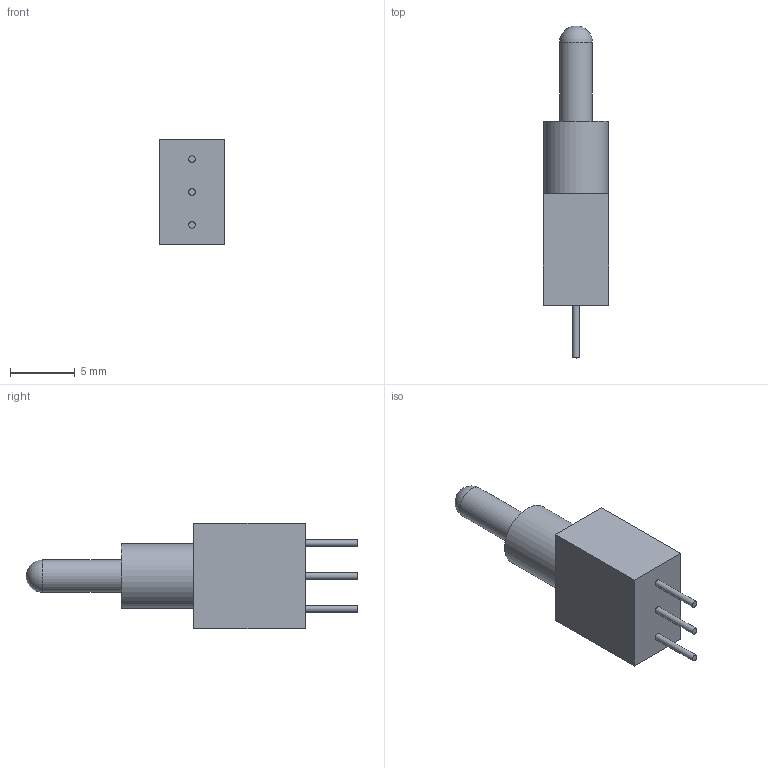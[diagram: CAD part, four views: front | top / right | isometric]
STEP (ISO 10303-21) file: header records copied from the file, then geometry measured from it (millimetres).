
FILE_DESCRIPTION(/* description */ ('Alibre Inc.'),/* implementation_level */ '2;1');
FILE_NAME(/* name */ 'export-C1B3BEF1-51F8-4580-A193-75F02751F214',/* time_stamp */ '2022-01-16T02:57:05+00:00',/* author */ (''),/* organization */ (''),/* preprocessor_version */ 'ST-DEVELOPER v17',/* originating_system */ 'Alibre',/* authorisation */ '');
FILE_SCHEMA (('CONFIG_CONTROL_DESIGN'));
Length unit declared in the file: millimetre
Bounding box: 5.08 x 25.65 x 8.13 mm (x, y, z)
Volume: 502 mm3; surface area: 470.9 mm2
Topology: 1 solids, 1 shells, 16 faces, 30 edges, 20 vertices
Faces by surface type: plane 10, cylinder 5, sphere 1
Full cylindrical faces by diameter (mm): 0.508 x3, 2.54 x1, 4.953 x1
Entity records: 431 total; most frequent: CARTESIAN_POINT 56, DIRECTION 54, ORIENTED_EDGE 44, EDGE_LOOP 26, FACE_BOUND 26, AXIS2_PLACEMENT_3D 26, EDGE_CURVE 22, VERTEX_POINT 18
